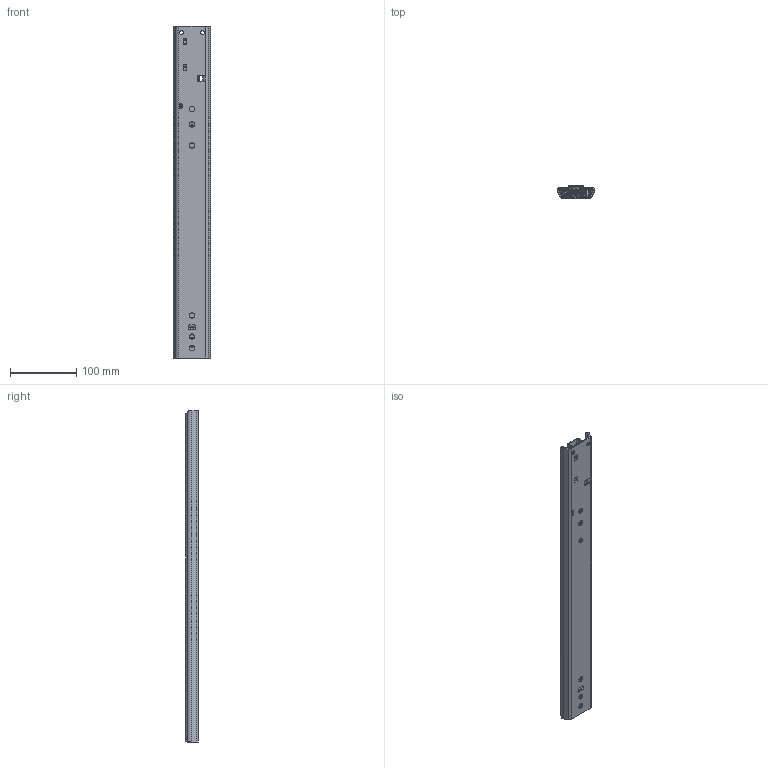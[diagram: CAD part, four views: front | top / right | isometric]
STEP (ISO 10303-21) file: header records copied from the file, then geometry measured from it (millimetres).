
FILE_DESCRIPTION(/* description */ (''),/* implementation_level */ '2;1');
FILE_NAME(/* name */ '112-S85-01-in.stp',/* time_stamp */ '2024-09-27T11:46:12+02:00',/* author */ ('e.wijnands'),/* organization */ (''),/* preprocessor_version */ 'ST-DEVELOPER v18.1',/* originating_system */ 'Autodesk Inventor 2022',/* authorisation */ '');
FILE_SCHEMA (('AUTOMOTIVE_DESIGN { 1 0 10303 214 3 1 1 }'));
Length unit declared in the file: millimetre
Products named in the file (13): 112-S85-01-in; E000017085; E000017074; E000017081; E000017075; E000017082; E000017084; E000017076; E000017080; E000017077; E000017079; E000017083; E000017078
Assembly tree (54 placements, depth 3):
  112-S85-01-in
    E000017085
      E000017074
    E000017081
      E000017075
      E000017082  x26
    E000017084
      E000017076
    E000017080
      E000017077
      E000017079  x18
    E000017083
      E000017078
Bounding box: 55.79 x 18.5 x 500 mm (x, y, z)
Volume: 168740.2 mm3; surface area: 220532.3 mm2
Topology: 49 solids, 49 shells, 1373 faces, 4025 edges, 2652 vertices
Faces by surface type: plane 659, cylinder 616, sphere 44, cone 42, bspline 12
Full cylindrical faces by diameter (mm): 4.2 x1, 5.56 x18, 6 x2, 6.35 x26, 8 x4, 11 x2
Entity records: 48711 total; most frequent: CARTESIAN_POINT 11457, ORIENTED_EDGE 7790, DIRECTION 7770, EDGE_CURVE 3895, AXIS2_PLACEMENT_3D 2695, VERTEX_POINT 2568, LINE 2380, VECTOR 2380
